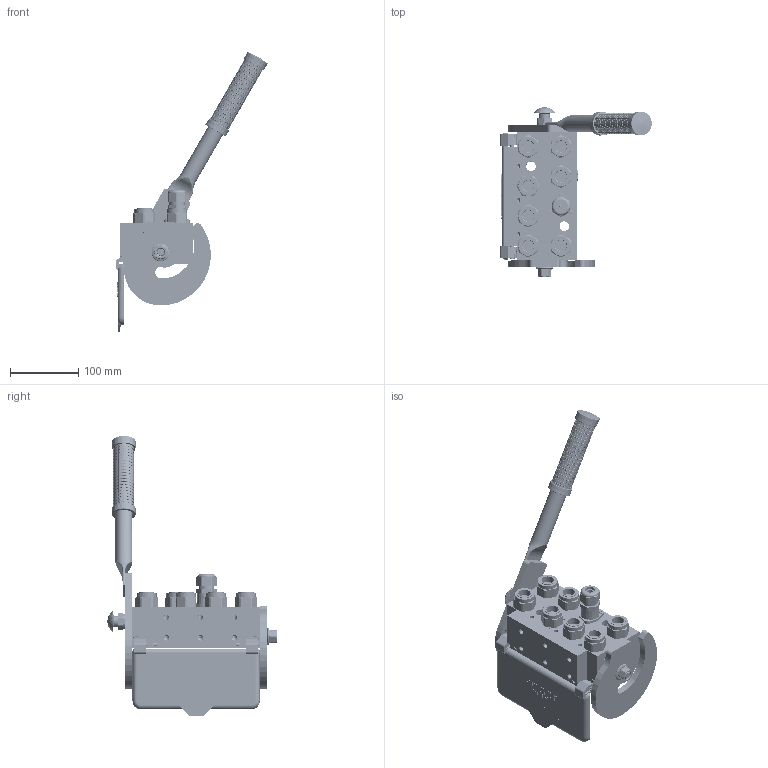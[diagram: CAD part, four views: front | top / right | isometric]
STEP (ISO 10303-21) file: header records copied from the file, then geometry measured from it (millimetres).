
FILE_DESCRIPTION (( 'STEP AP214' ), '1' );
FILE_NAME ('FASTER.step', '2023-03-11T16:36:15', ( '' ), ( '' ), 'SwSTEP 2.0', 'SolidWorks 2017', '' );
FILE_SCHEMA (( 'AUTOMOTIVE_DESIGN' ));
Length unit declared in the file: millimetre
Products named in the file (39): 2ffnb12_gas_f; 4850_024_0000_020; or2_62x17_86; ET011-ET007; 4830_022_0000_011; sicura_p5; 4830_070_0000_001; P808_F_BASE; 4850_024_0000_000_ASM; 4830_046_0000_000; 4850_024_0000_021; 4241_072_0000_200; 4830_001_0004_000; 4830_001_0005_300; et011; conn_3p_f; 4830_025_2000_000; 4850_024_0000_012; curs_molla_12; 4850_024_2000_011; 0048_042_0412_000; 4340_014_0000_000; FASTER; 4142_072_1000_300; 1540_080_0012_000; 4830_025_0000_001; 4830_001_0005_301; 4850_001_0001_005; corpospel08-3f; 4850_020_0000_020; A_2ffnb12_gas_f; 2p808-7-29; 4830_025_1000_000; 4830_044_0000_000; 4850_024_0000_010; et007; or1_5x7_m; 4850_024_0000_000
Assembly tree (48 placements, depth 5):
  FASTER
    P808_F_BASE
      4850_020_0000_020
      4850_001_0001_005
      4830_001_0004_000  x2
      4830_001_0005_300
      4830_001_0005_301
    A_2ffnb12_gas_f  x7
      curs_molla_12
        4340_014_0000_000
        4142_072_1000_300
      2ffnb12_gas_f
        2ffnb12_gas_f
    conn_3p_f
      corpospel08-3f
      4830_044_0000_000  x3
      4830_046_0000_000
      4241_072_0000_200
    4850_024_0000_000
      2p808-7-29
        4850_024_0000_000_ASM
          4850_024_0000_010
          4850_024_2000_011
          4850_024_0000_021
        sicura_p5
          4830_025_0000_001
          or1_5x7_m
          0048_042_0412_000
        4850_024_0000_012
        4850_024_0000_020
        1540_080_0012_000
        4830_025_2000_000
        4830_025_1000_000
        4830_022_0000_011
        4830_070_0000_001
      or2_62x17_86  x2
    ET011-ET007
      et011
      et007
Bounding box: 222.95 x 248.93 x 411.91 mm (x, y, z)
Volume: 306518.4 mm3; surface area: 508128 mm2
Topology: 35 solids, 121 shells, 7588 faces, 20650 edges, 13375 vertices
Faces by surface type: plane 3582, cylinder 2171, torus 761, cone 611, bspline 385, sphere 78
Entity records: 255129 total; most frequent: CARTESIAN_POINT 102162, ORIENTED_EDGE 31243, DIRECTION 27028, EDGE_CURVE 16023, VERTEX_POINT 10399, VECTOR 9742, LINE 9742, AXIS2_PLACEMENT_3D 8643
